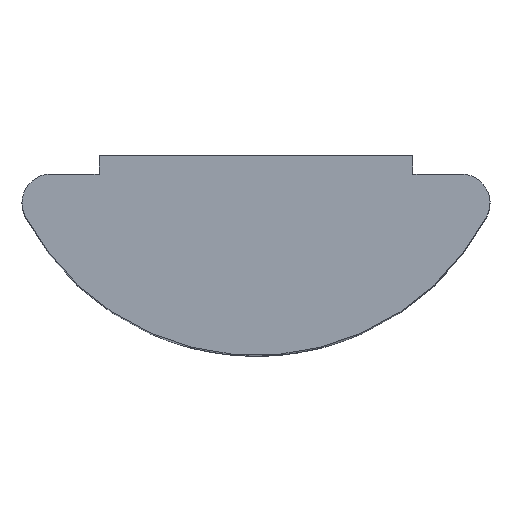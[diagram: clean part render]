
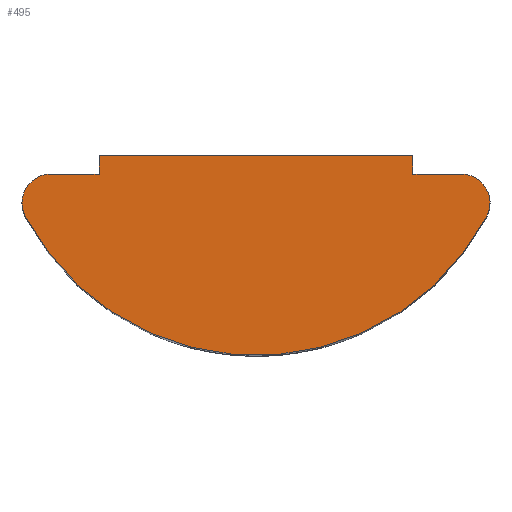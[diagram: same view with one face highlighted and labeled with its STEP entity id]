
A CAD part, top view. The second image highlights one B-rep face of the part: STEP entity #495.
In plain terms, the highlighted planar face has unit normal (0, 0, 1).
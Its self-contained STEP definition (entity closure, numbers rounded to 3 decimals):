
#5 = VERTEX_POINT ( 'NONE', #134 ) ;
#18 = LINE ( 'NONE', #555, #298 ) ;
#32 = AXIS2_PLACEMENT_3D ( 'NONE', #258, #255, #243 ) ;
#54 = EDGE_CURVE ( 'NONE', #349, #615, #18, .T. ) ;
#58 = VERTEX_POINT ( 'NONE', #520 ) ;
#60 = ORIENTED_EDGE ( 'NONE', *, *, #401, .T. ) ;
#64 = CARTESIAN_POINT ( 'NONE',  ( 5.5, 0.65, 22. ) ) ;
#65 = CARTESIAN_POINT ( 'NONE',  ( -8.085, -1.465, 22. ) ) ;
#76 = ORIENTED_EDGE ( 'NONE', *, *, #90, .T. ) ;
#90 = EDGE_CURVE ( 'NONE', #615, #196, #566, .T. ) ;
#92 = ORIENTED_EDGE ( 'NONE', *, *, #54, .T. ) ;
#97 = AXIS2_PLACEMENT_3D ( 'NONE', #358, #351, #350 ) ;
#99 = ORIENTED_EDGE ( 'NONE', *, *, #374, .T. ) ;
#102 = VECTOR ( 'NONE', #387, 1000. ) ;
#119 = VECTOR ( 'NONE', #186, 1000. ) ;
#121 = CARTESIAN_POINT ( 'NONE',  ( 5.5, 0., 22. ) ) ;
#124 = CARTESIAN_POINT ( 'NONE',  ( -7.2, 0., 22. ) ) ;
#134 = CARTESIAN_POINT ( 'NONE',  ( 8.085, -1.465, 22. ) ) ;
#155 = ORIENTED_EDGE ( 'NONE', *, *, #519, .T. ) ;
#163 = AXIS2_PLACEMENT_3D ( 'NONE', #381, #379, #378 ) ;
#165 = DIRECTION ( 'NONE',  ( 1., 0., 0. ) ) ;
#167 = DIRECTION ( 'NONE',  ( 0., 0., 1. ) ) ;
#171 = CARTESIAN_POINT ( 'NONE',  ( -7.2, -1., 22. ) ) ;
#185 = CARTESIAN_POINT ( 'NONE',  ( -8.2, -1., 22. ) ) ;
#186 = DIRECTION ( 'NONE',  ( 0., -1., 0. ) ) ;
#196 = VERTEX_POINT ( 'NONE', #527 ) ;
#243 = DIRECTION ( 'NONE',  ( -1., 0., 0. ) ) ;
#248 = ORIENTED_EDGE ( 'NONE', *, *, #450, .T. ) ;
#255 = DIRECTION ( 'NONE',  ( 0., 0., 1. ) ) ;
#258 = CARTESIAN_POINT ( 'NONE',  ( 7.2, -1., 22. ) ) ;
#261 = CARTESIAN_POINT ( 'NONE',  ( -5.5, 0., 22. ) ) ;
#262 = EDGE_CURVE ( 'NONE', #313, #576, #563, .T. ) ;
#273 = LINE ( 'NONE', #261, #119 ) ;
#278 = CIRCLE ( 'NONE', #539, 1. ) ;
#296 = EDGE_CURVE ( 'NONE', #576, #577, #318, .T. ) ;
#297 = DIRECTION ( 'NONE',  ( -1., 0., 0. ) ) ;
#298 = VECTOR ( 'NONE', #544, 1000. ) ;
#307 = CARTESIAN_POINT ( 'NONE',  ( 7.2, -1., 22. ) ) ;
#312 = PLANE ( 'NONE',  #558 ) ;
#313 = VERTEX_POINT ( 'NONE', #383 ) ;
#314 = ORIENTED_EDGE ( 'NONE', *, *, #315, .T. ) ;
#315 = EDGE_CURVE ( 'NONE', #612, #5, #548, .T. ) ;
#318 = CIRCLE ( 'NONE', #163, 1. ) ;
#326 = DIRECTION ( 'NONE',  ( 0., 0., -1. ) ) ;
#349 = VERTEX_POINT ( 'NONE', #467 ) ;
#350 = DIRECTION ( 'NONE',  ( 1., 0., 0. ) ) ;
#351 = DIRECTION ( 'NONE',  ( 0., 0., 1. ) ) ;
#358 = CARTESIAN_POINT ( 'NONE',  ( 0., 2.784, 22. ) ) ;
#363 = EDGE_LOOP ( 'NONE', ( #60, #579, #513, #155, #314, #99, #248, #92, #76 ) ) ;
#374 = EDGE_CURVE ( 'NONE', #5, #58, #404, .T. ) ;
#376 = LINE ( 'NONE', #121, #102 ) ;
#378 = DIRECTION ( 'NONE',  ( 1., 0., 0. ) ) ;
#379 = DIRECTION ( 'NONE',  ( 0., 0., 1. ) ) ;
#381 = CARTESIAN_POINT ( 'NONE',  ( -7.2, -1., 22. ) ) ;
#383 = CARTESIAN_POINT ( 'NONE',  ( -5.5, 0., 22. ) ) ;
#387 = DIRECTION ( 'NONE',  ( -1., 0., 0. ) ) ;
#401 = EDGE_CURVE ( 'NONE', #196, #313, #273, .T. ) ;
#404 = CIRCLE ( 'NONE', #32, 1. ) ;
#414 = FACE_OUTER_BOUND ( 'NONE', #363, .T. ) ;
#440 = VECTOR ( 'NONE', #511, 1000. ) ;
#443 = VECTOR ( 'NONE', #444, 1000. ) ;
#444 = DIRECTION ( 'NONE',  ( -1., 0., 0. ) ) ;
#450 = EDGE_CURVE ( 'NONE', #58, #349, #376, .T. ) ;
#467 = CARTESIAN_POINT ( 'NONE',  ( 5.5, 0., 22. ) ) ;
#468 = CARTESIAN_POINT ( 'NONE',  ( -5.5, 0.65, 22. ) ) ;
#495 = ADVANCED_FACE ( 'NONE', ( #414 ), #312, .F. ) ;
#508 = CARTESIAN_POINT ( 'NONE',  ( -7.2, 0., 22. ) ) ;
#511 = DIRECTION ( 'NONE',  ( -1., 0., 0. ) ) ;
#513 = ORIENTED_EDGE ( 'NONE', *, *, #296, .T. ) ;
#519 = EDGE_CURVE ( 'NONE', #577, #612, #278, .T. ) ;
#520 = CARTESIAN_POINT ( 'NONE',  ( 7.2, 0., 22. ) ) ;
#527 = CARTESIAN_POINT ( 'NONE',  ( -5.5, 0.65, 22. ) ) ;
#539 = AXIS2_PLACEMENT_3D ( 'NONE', #171, #167, #165 ) ;
#544 = DIRECTION ( 'NONE',  ( 0., 1., 0. ) ) ;
#548 = CIRCLE ( 'NONE', #97, 9.134 ) ;
#555 = CARTESIAN_POINT ( 'NONE',  ( 5.5, 0., 22. ) ) ;
#558 = AXIS2_PLACEMENT_3D ( 'NONE', #307, #326, #297 ) ;
#563 = LINE ( 'NONE', #508, #440 ) ;
#566 = LINE ( 'NONE', #468, #443 ) ;
#576 = VERTEX_POINT ( 'NONE', #124 ) ;
#577 = VERTEX_POINT ( 'NONE', #185 ) ;
#579 = ORIENTED_EDGE ( 'NONE', *, *, #262, .T. ) ;
#612 = VERTEX_POINT ( 'NONE', #65 ) ;
#615 = VERTEX_POINT ( 'NONE', #64 ) ;
